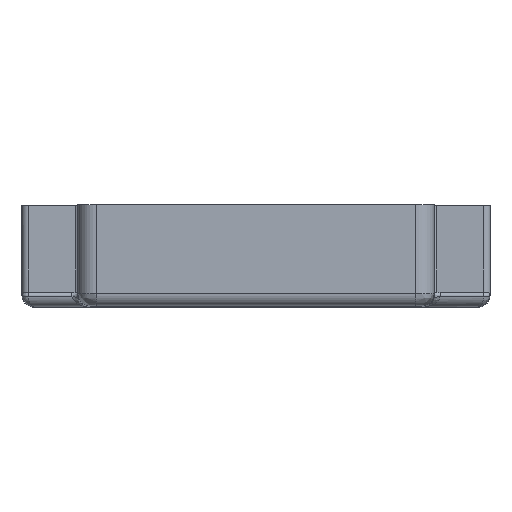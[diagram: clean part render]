
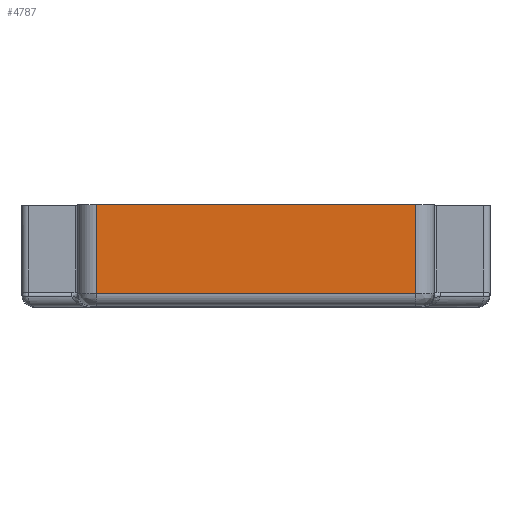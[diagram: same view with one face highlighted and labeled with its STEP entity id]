
A CAD part, top view. The second image highlights one B-rep face of the part: STEP entity #4787.
In plain terms, the highlighted planar face has unit normal (0, 0, 1).
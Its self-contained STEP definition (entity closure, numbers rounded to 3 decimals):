
#101=PLANE('',#5205);
#320=FACE_OUTER_BOUND('',#600,.T.);
#600=EDGE_LOOP('',(#3671,#3672,#3673,#3674));
#1008=LINE('',#8093,#1474);
#1009=LINE('',#8106,#1475);
#1010=LINE('',#8110,#1476);
#1011=LINE('',#8111,#1477);
#1474=VECTOR('',#6128,10.);
#1475=VECTOR('',#6133,10.);
#1476=VECTOR('',#6138,10.);
#1477=VECTOR('',#6139,10.);
#2218=VERTEX_POINT('',#8087);
#2219=VERTEX_POINT('',#8091);
#2220=VERTEX_POINT('',#8105);
#2221=VERTEX_POINT('',#8109);
#2771=EDGE_CURVE('',#2218,#2219,#1008,.T.);
#2773=EDGE_CURVE('',#2219,#2220,#1009,.T.);
#2775=EDGE_CURVE('',#2221,#2218,#1010,.T.);
#2776=EDGE_CURVE('',#2221,#2220,#1011,.T.);
#3671=ORIENTED_EDGE('',*,*,#2771,.F.);
#3672=ORIENTED_EDGE('',*,*,#2775,.F.);
#3673=ORIENTED_EDGE('',*,*,#2776,.T.);
#3674=ORIENTED_EDGE('',*,*,#2773,.F.);
#4787=ADVANCED_FACE('',(#320),#101,.T.);
#5205=AXIS2_PLACEMENT_3D('',#8108,#6136,#6137);
#6128=DIRECTION('',(-1.,0.,0.));
#6133=DIRECTION('',(0.,1.,0.));
#6136=DIRECTION('center_axis',(0.,0.,
1.));
#6137=DIRECTION('ref_axis',(1.,0.,0.));
#6138=DIRECTION('',(0.,-1.,0.));
#6139=DIRECTION('',(-1.,0.,0.));
#8087=CARTESIAN_POINT('',(65.3,-12.6,51.332));
#8091=CARTESIAN_POINT('',(39.6,-12.6,51.332));
#8093=CARTESIAN_POINT('',(59.625,-12.6,51.332));
#8105=CARTESIAN_POINT('',(39.6,-5.425,51.332));
#8106=CARTESIAN_POINT('',(39.6,-6.8,51.332));
#8108=CARTESIAN_POINT('Origin',(66.8,-6.8,51.332));
#8109=CARTESIAN_POINT('',(65.3,-5.425,51.332));
#8110=CARTESIAN_POINT('',(65.3,-11.5,51.332));
#8111=CARTESIAN_POINT('',(59.625,-5.425,51.332));
